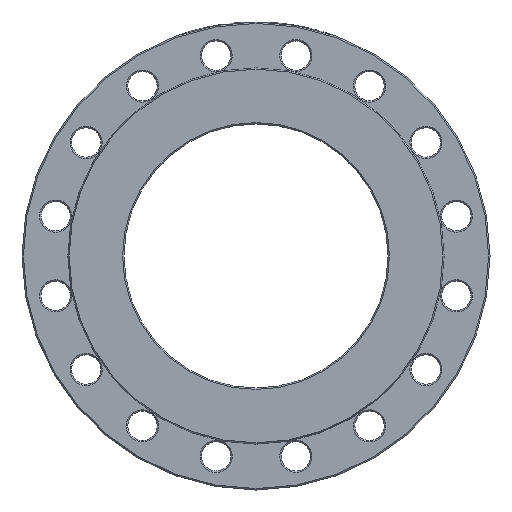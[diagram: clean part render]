
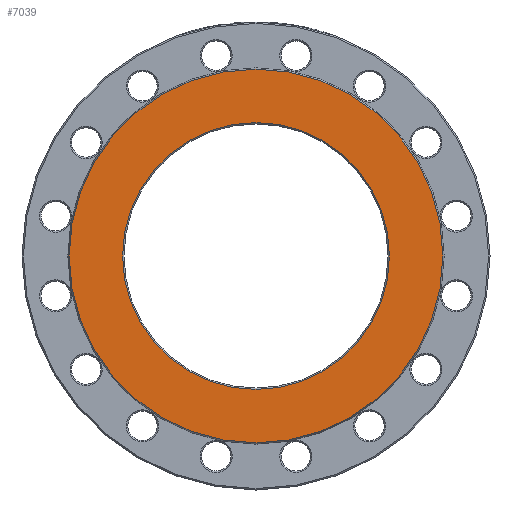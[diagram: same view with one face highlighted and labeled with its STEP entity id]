
A CAD part, left-side view. The second image highlights one B-rep face of the part: STEP entity #7039.
In plain terms, the highlighted planar face has unit normal (-1, 0, 0).
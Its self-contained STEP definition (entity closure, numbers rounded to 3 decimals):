
#107 = VERTEX_POINT ( 'NONE', #6908 ) ;
#215 = EDGE_CURVE ( 'NONE', #1803, #1803, #5363, .T. ) ;
#964 = ORIENTED_EDGE ( 'NONE', *, *, #2287, .T. ) ;
#1161 = AXIS2_PLACEMENT_3D ( 'NONE', #4855, #1534, #3688 ) ;
#1534 = DIRECTION ( 'NONE',  ( -1., 0., 0. ) ) ;
#1803 = VERTEX_POINT ( 'NONE', #2403 ) ;
#1954 = DIRECTION ( 'NONE',  ( 0., 0., -1. ) ) ;
#2183 = ORIENTED_EDGE ( 'NONE', *, *, #215, .T. ) ;
#2287 = EDGE_CURVE ( 'NONE', #107, #107, #5748, .T. ) ;
#2403 = CARTESIAN_POINT ( 'NONE',  ( 0., 0., 267.5 ) ) ;
#2495 = AXIS2_PLACEMENT_3D ( 'NONE', #5901, #6499, #1954 ) ;
#2874 = CARTESIAN_POINT ( 'NONE',  ( 0., 189., 0. ) ) ;
#3443 = DIRECTION ( 'NONE',  ( 0., 0., -1. ) ) ;
#3475 = DIRECTION ( 'NONE',  ( 1., 0., 0. ) ) ;
#3688 = DIRECTION ( 'NONE',  ( 0., 0., 1. ) ) ;
#3955 = FACE_OUTER_BOUND ( 'NONE', #5583, .T. ) ;
#4743 = AXIS2_PLACEMENT_3D ( 'NONE', #2874, #3475, #3443 ) ;
#4855 = CARTESIAN_POINT ( 'NONE',  ( 0., 0., 0. ) ) ;
#5336 = EDGE_LOOP ( 'NONE', ( #964 ) ) ;
#5363 = CIRCLE ( 'NONE', #1161, 267.5 ) ;
#5583 = EDGE_LOOP ( 'NONE', ( #2183 ) ) ;
#5748 = CIRCLE ( 'NONE', #2495, 191. ) ;
#5901 = CARTESIAN_POINT ( 'NONE',  ( 0., 0., 0. ) ) ;
#6320 = FACE_BOUND ( 'NONE', #5336, .T. ) ;
#6499 = DIRECTION ( 'NONE',  ( 1., 0., 0. ) ) ;
#6908 = CARTESIAN_POINT ( 'NONE',  ( 0., 0., -191. ) ) ;
#7039 = ADVANCED_FACE ( 'NONE', ( #6320, #3955 ), #7353, .F. ) ;
#7353 = PLANE ( 'NONE',  #4743 ) ;
